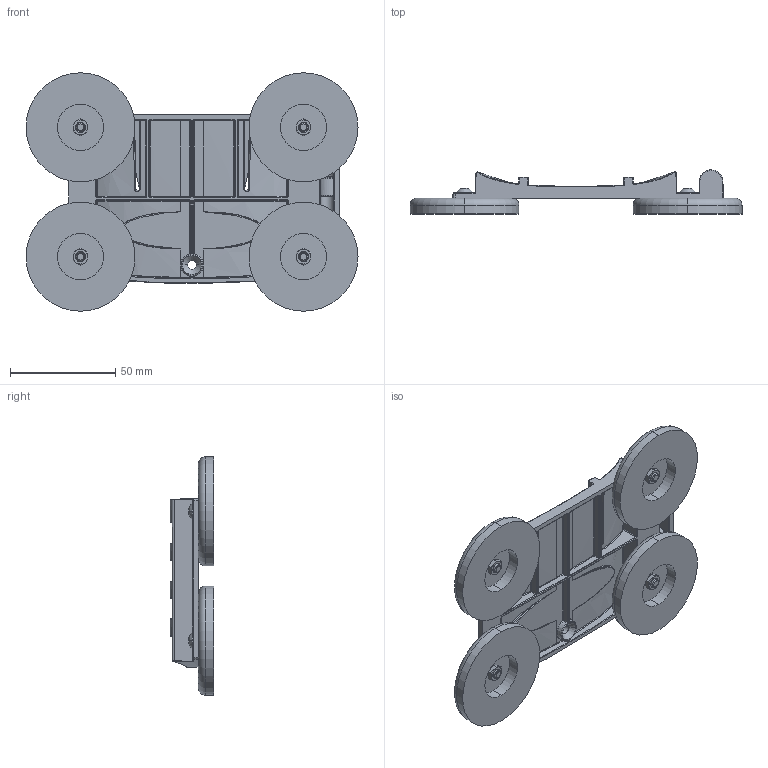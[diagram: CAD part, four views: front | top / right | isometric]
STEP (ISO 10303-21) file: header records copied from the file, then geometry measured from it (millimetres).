
FILE_DESCRIPTION((''),'2;1');
FILE_NAME('188679_ASM','2015-10-15T',('pdmadmin'),(''),'PRO/ENGINEER BY PARAMETRIC TECHNOLOGY CORPORATION, 2013230','PRO/ENGINEER BY PARAMETRIC TECHNOLOGY CORPORATION, 2013230','');
FILE_SCHEMA(('CONFIG_CONTROL_DESIGN'));
Products named in the file (5): 168822; 160300; M4X8_HEX_BHCS; M4_NUT; 188679_ASM
Assembly tree (13 placements, depth 2):
  188679_ASM
    168822
    160300  x4
    M4X8_HEX_BHCS  x4
    M4_NUT  x4
Bounding box: 157.8 x 20.9 x 113.3 mm (x, y, z)
Volume: 89045.4 mm3; surface area: 54613.9 mm2
Topology: 13 solids, 13 shells, 1002 faces, 2463 edges, 1498 vertices
Faces by surface type: cylinder 366, plane 295, bspline 165, cone 95, torus 41, sphere 40
Entity records: 34298 total; most frequent: CARTESIAN_POINT 15005, ORIENTED_EDGE 4206, DIRECTION 3812, EDGE_CURVE 2103, AXIS2_PLACEMENT_3D 1437, VERTEX_POINT 1282, VECTOR 938, LINE 938
